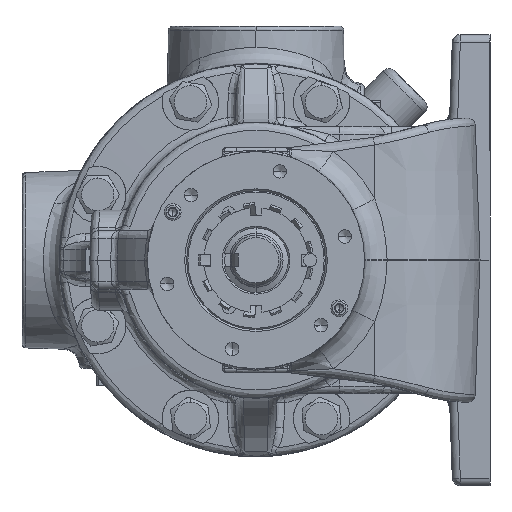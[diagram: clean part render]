
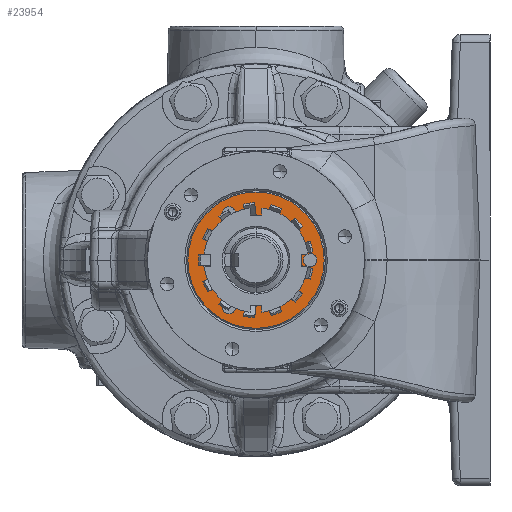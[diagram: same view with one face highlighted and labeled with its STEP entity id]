
A CAD part, left-side view. The second image highlights one B-rep face of the part: STEP entity #23954.
In plain terms, the highlighted planar face has unit normal (-1, 0, 0).
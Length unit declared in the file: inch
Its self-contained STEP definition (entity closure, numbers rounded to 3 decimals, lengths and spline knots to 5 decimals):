
#2664 = FACE_BOUND ( 'NONE', #10425, .T. ) ;
#4262 = VERTEX_POINT ( 'NONE', #174583 ) ;
#10425 = EDGE_LOOP ( 'NONE', ( #157715, #104516 ) ) ;
#11221 = FACE_BOUND ( 'NONE', #143199, .T. ) ;
#13778 = CARTESIAN_POINT ( 'NONE',  ( -8.0345, 0.405, -0.80023 ) ) ;
#13910 = AXIS2_PLACEMENT_3D ( 'NONE', #20889, #116760, #34662 ) ;
#20889 = CARTESIAN_POINT ( 'NONE',  ( -8.0345, 0.405, 0.70148 ) ) ;
#23954 = ADVANCED_FACE ( 'NONE', ( #39148, #112028, #11221, #116299, #2664 ), #52520, .F. ) ;
#28374 = AXIS2_PLACEMENT_3D ( 'NONE', #47038, #142658, #60912 ) ;
#30013 = CIRCLE ( 'NONE', #95970, 0.6325 ) ;
#30171 = CIRCLE ( 'NONE', #175794, 0.09875 ) ;
#30686 = AXIS2_PLACEMENT_3D ( 'NONE', #65697, #161185, #79489 ) ;
#34662 = DIRECTION ( 'NONE',  ( 0., 0., 1. ) ) ;
#35500 = ORIENTED_EDGE ( 'NONE', *, *, #110765, .F. ) ;
#38262 = CIRCLE ( 'NONE', #13910, 0.09875 ) ;
#39148 = FACE_OUTER_BOUND ( 'NONE', #149871, .T. ) ;
#39299 = DIRECTION ( 'NONE',  ( 1., 0., 0. ) ) ;
#40198 = VERTEX_POINT ( 'NONE', #13778 ) ;
#43411 = VERTEX_POINT ( 'NONE', #84934 ) ;
#45153 = DIRECTION ( 'NONE',  ( -1., 0., 0. ) ) ;
#46712 = DIRECTION ( 'NONE',  ( 1., 0., 0. ) ) ;
#47038 = CARTESIAN_POINT ( 'NONE',  ( -8.0345, 0.405, -0.70148 ) ) ;
#47126 = VERTEX_POINT ( 'NONE', #163993 ) ;
#49914 = EDGE_CURVE ( 'NONE', #175413, #116684, #104633, .T. ) ;
#50105 = CIRCLE ( 'NONE', #51856, 1.019 ) ;
#51413 = CARTESIAN_POINT ( 'NONE',  ( -8.0345, -0.81, 0. ) ) ;
#51856 = AXIS2_PLACEMENT_3D ( 'NONE', #153780, #72100, #167560 ) ;
#52520 = PLANE ( 'NONE',  #95992 ) ;
#55963 = CARTESIAN_POINT ( 'NONE',  ( -8.0345, 0., 0. ) ) ;
#57196 = ORIENTED_EDGE ( 'NONE', *, *, #110988, .F. ) ;
#58260 = CARTESIAN_POINT ( 'NONE',  ( -8.0345, 0.405, 0.70148 ) ) ;
#58878 = CIRCLE ( 'NONE', #82037, 0.6325 ) ;
#59955 = VERTEX_POINT ( 'NONE', #80328 ) ;
#60912 = DIRECTION ( 'NONE',  ( 0., 0., 1. ) ) ;
#61473 = ORIENTED_EDGE ( 'NONE', *, *, #113919, .F. ) ;
#64841 = CIRCLE ( 'NONE', #30686, 0.09875 ) ;
#64906 = CARTESIAN_POINT ( 'NONE',  ( -8.0345, 0., -1.019 ) ) ;
#65243 = AXIS2_PLACEMENT_3D ( 'NONE', #51413, #147000, #65259 ) ;
#65259 = DIRECTION ( 'NONE',  ( 0., 0., 1. ) ) ;
#65697 = CARTESIAN_POINT ( 'NONE',  ( -8.0345, -0.81, 0. ) ) ;
#66632 = DIRECTION ( 'NONE',  ( -1., 0., 0. ) ) ;
#69721 = DIRECTION ( 'NONE',  ( 0., 0., 1. ) ) ;
#70388 = CARTESIAN_POINT ( 'NONE',  ( -8.0345, 0.405, 0.60273 ) ) ;
#71740 = CIRCLE ( 'NONE', #28374, 0.09875 ) ;
#72014 = DIRECTION ( 'NONE',  ( 0., 0., 1. ) ) ;
#72100 = DIRECTION ( 'NONE',  ( 1., 0., 0. ) ) ;
#73548 = CARTESIAN_POINT ( 'NONE',  ( -8.0345, 0., 1.019 ) ) ;
#76272 = ORIENTED_EDGE ( 'NONE', *, *, #49914, .F. ) ;
#79489 = DIRECTION ( 'NONE',  ( 0., 0., 1. ) ) ;
#80328 = CARTESIAN_POINT ( 'NONE',  ( -8.0345, 0., 0.6325 ) ) ;
#80564 = ORIENTED_EDGE ( 'NONE', *, *, #108427, .F. ) ;
#82037 = AXIS2_PLACEMENT_3D ( 'NONE', #148358, #66632, #162099 ) ;
#84934 = CARTESIAN_POINT ( 'NONE',  ( -8.0345, 0.405, 0.80023 ) ) ;
#85174 = ORIENTED_EDGE ( 'NONE', *, *, #107070, .F. ) ;
#87532 = CARTESIAN_POINT ( 'NONE',  ( -8.0345, -0.81, -0.09875 ) ) ;
#90708 = AXIS2_PLACEMENT_3D ( 'NONE', #128644, #46712, #142341 ) ;
#91165 = ORIENTED_EDGE ( 'NONE', *, *, #128993, .F. ) ;
#95970 = AXIS2_PLACEMENT_3D ( 'NONE', #55963, #151458, #69721 ) ;
#95992 = AXIS2_PLACEMENT_3D ( 'NONE', #121306, #39299, #134982 ) ;
#101919 = ORIENTED_EDGE ( 'NONE', *, *, #115445, .F. ) ;
#103606 = EDGE_CURVE ( 'NONE', #40198, #4262, #71740, .T. ) ;
#104516 = ORIENTED_EDGE ( 'NONE', *, *, #103606, .F. ) ;
#104633 = CIRCLE ( 'NONE', #90708, 1.019 ) ;
#107070 = EDGE_CURVE ( 'NONE', #142235, #43411, #38262, .T. ) ;
#108427 = EDGE_CURVE ( 'NONE', #59955, #47126, #58878, .T. ) ;
#108743 = CARTESIAN_POINT ( 'NONE',  ( -8.0345, -0.81, 0.09875 ) ) ;
#110765 = EDGE_CURVE ( 'NONE', #113263, #148577, #158994, .T. ) ;
#110988 = EDGE_CURVE ( 'NONE', #148577, #113263, #64841, .T. ) ;
#112028 = FACE_BOUND ( 'NONE', #177530, .T. ) ;
#113263 = VERTEX_POINT ( 'NONE', #108743 ) ;
#113919 = EDGE_CURVE ( 'NONE', #43411, #142235, #163670, .T. ) ;
#115208 = EDGE_CURVE ( 'NONE', #4262, #40198, #30171, .T. ) ;
#115445 = EDGE_CURVE ( 'NONE', #47126, #59955, #30013, .T. ) ;
#116299 = FACE_BOUND ( 'NONE', #162713, .T. ) ;
#116684 = VERTEX_POINT ( 'NONE', #64906 ) ;
#116760 = DIRECTION ( 'NONE',  ( -1., 0., 0. ) ) ;
#121306 = CARTESIAN_POINT ( 'NONE',  ( -8.0345, 1.019, 0. ) ) ;
#123111 = AXIS2_PLACEMENT_3D ( 'NONE', #58260, #153691, #72014 ) ;
#127129 = CARTESIAN_POINT ( 'NONE',  ( -8.0345, 0.405, -0.70148 ) ) ;
#128644 = CARTESIAN_POINT ( 'NONE',  ( -8.0345, 0., 0. ) ) ;
#128993 = EDGE_CURVE ( 'NONE', #116684, #175413, #50105, .T. ) ;
#134982 = DIRECTION ( 'NONE',  ( 0., 0., -1. ) ) ;
#140843 = DIRECTION ( 'NONE',  ( 0., 0., 1. ) ) ;
#142235 = VERTEX_POINT ( 'NONE', #70388 ) ;
#142341 = DIRECTION ( 'NONE',  ( 0., 0., -1. ) ) ;
#142658 = DIRECTION ( 'NONE',  ( -1., 0., 0. ) ) ;
#143199 = EDGE_LOOP ( 'NONE', ( #35500, #57196 ) ) ;
#147000 = DIRECTION ( 'NONE',  ( -1., 0., 0. ) ) ;
#148358 = CARTESIAN_POINT ( 'NONE',  ( -8.0345, 0., 0. ) ) ;
#148577 = VERTEX_POINT ( 'NONE', #87532 ) ;
#149871 = EDGE_LOOP ( 'NONE', ( #91165, #76272 ) ) ;
#151458 = DIRECTION ( 'NONE',  ( -1., 0., 0. ) ) ;
#153691 = DIRECTION ( 'NONE',  ( -1., 0., 0. ) ) ;
#153780 = CARTESIAN_POINT ( 'NONE',  ( -8.0345, 0., 0. ) ) ;
#157715 = ORIENTED_EDGE ( 'NONE', *, *, #115208, .F. ) ;
#158994 = CIRCLE ( 'NONE', #65243, 0.09875 ) ;
#161185 = DIRECTION ( 'NONE',  ( -1., 0., 0. ) ) ;
#162099 = DIRECTION ( 'NONE',  ( 0., 0., 1. ) ) ;
#162713 = EDGE_LOOP ( 'NONE', ( #61473, #85174 ) ) ;
#163670 = CIRCLE ( 'NONE', #123111, 0.09875 ) ;
#163993 = CARTESIAN_POINT ( 'NONE',  ( -8.0345, 0., -0.6325 ) ) ;
#167560 = DIRECTION ( 'NONE',  ( 0., 0., -1. ) ) ;
#174583 = CARTESIAN_POINT ( 'NONE',  ( -8.0345, 0.405, -0.60273 ) ) ;
#175413 = VERTEX_POINT ( 'NONE', #73548 ) ;
#175794 = AXIS2_PLACEMENT_3D ( 'NONE', #127129, #45153, #140843 ) ;
#177530 = EDGE_LOOP ( 'NONE', ( #80564, #101919 ) ) ;
